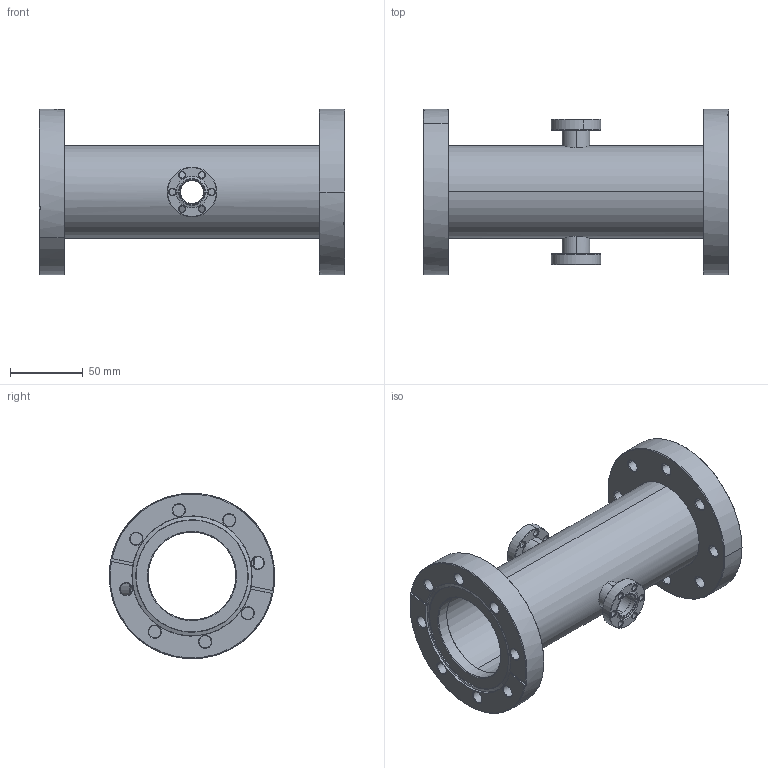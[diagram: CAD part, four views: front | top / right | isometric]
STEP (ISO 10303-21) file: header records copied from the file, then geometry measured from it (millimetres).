
FILE_DESCRIPTION (( 'STEP AP214' ), '1' );
FILE_NAME ('Hositrad_FXR63-16R-Cross.STEP', '2012-10-18T11:58:06', ( '' ), ( '' ), 'SwSTEP 2.0', 'SolidWorks 2012', '' );
FILE_SCHEMA (( 'AUTOMOTIVE_DESIGN' ));
Length unit declared in the file: millimetre
Products named in the file (8): CF63-64-Weld; CF16-19-R; NW16CF-Innerring; NW16CF-Outerring; NW16CF-weld_19,1; NW63CFR-weld_Tube63.5; Reducer-X-all_63-16; Hositrad_FXR63-16R-Cross
Assembly tree (7 placements, depth 3):
  Hositrad_FXR63-16R-Cross
    Reducer-X-all_63-16
    NW63CFR-weld_Tube63.5
    NW16CF-weld_19,1
    CF16-19-R
      NW16CF-Outerring
      NW16CF-Innerring
    CF63-64-Weld
Bounding box: 209.6 x 113.5 x 113.5 mm (x, y, z)
Volume: 290104.6 mm3; surface area: 145572.3 mm2
Topology: 7 solids, 7 shells, 314 faces, 724 edges, 426 vertices
Faces by surface type: cone 164, cylinder 108, plane 38, bspline 4
Entity records: 10404 total; most frequent: CARTESIAN_POINT 2606, DIRECTION 1742, ORIENTED_EDGE 1448, EDGE_CURVE 724, AXIS2_PLACEMENT_3D 721, VERTEX_POINT 426, CIRCLE 400, EDGE_LOOP 390
